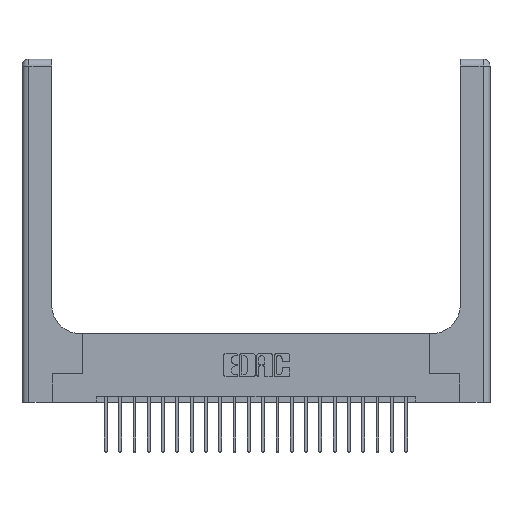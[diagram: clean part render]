
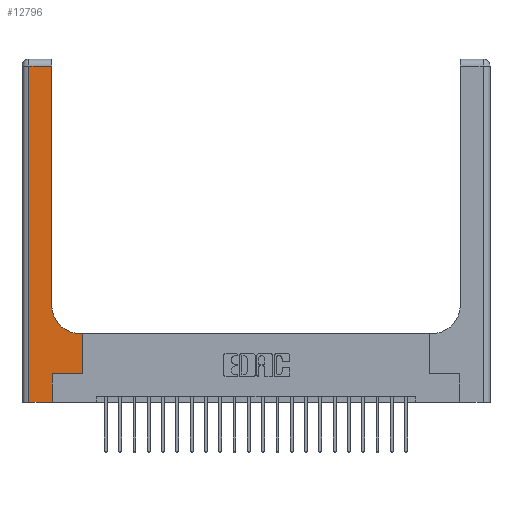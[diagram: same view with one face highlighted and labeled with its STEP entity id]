
A CAD part, top view. The second image highlights one B-rep face of the part: STEP entity #12796.
In plain terms, the highlighted planar face has unit normal (0, 0, 1).
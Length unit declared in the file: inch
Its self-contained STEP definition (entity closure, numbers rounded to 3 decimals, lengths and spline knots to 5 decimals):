
#436 = CARTESIAN_POINT ( 'NONE',  ( 0.528, 0.6, 0.37 ) ) ;
#665 = ORIENTED_EDGE ( 'NONE', *, *, #19886, .T. ) ;
#672 = VECTOR ( 'NONE', #17120, 39.37008 ) ;
#931 = ORIENTED_EDGE ( 'NONE', *, *, #8948, .T. ) ;
#947 = CARTESIAN_POINT ( 'NONE',  ( 0.06, 3., 0.37 ) ) ;
#1183 = LINE ( 'NONE', #3276, #672 ) ;
#1315 = DIRECTION ( 'NONE',  ( 1., 0., 0. ) ) ;
#1412 = CARTESIAN_POINT ( 'NONE',  ( 0.26, 2.94, 0.37 ) ) ;
#2257 = LINE ( 'NONE', #2848, #15666 ) ;
#2727 = CARTESIAN_POINT ( 'NONE',  ( 0., 2.94, 0.37 ) ) ;
#2822 = ORIENTED_EDGE ( 'NONE', *, *, #19443, .T. ) ;
#2848 = CARTESIAN_POINT ( 'NONE',  ( 0.26, 3., 0.37 ) ) ;
#2933 = VERTEX_POINT ( 'NONE', #8546 ) ;
#3228 = CARTESIAN_POINT ( 'NONE',  ( 0., 0., 0.37 ) ) ;
#3276 = CARTESIAN_POINT ( 'NONE',  ( 0.265, 0., 0.37 ) ) ;
#4378 = CARTESIAN_POINT ( 'NONE',  ( 0.265, 0.25, 0.37 ) ) ;
#4663 = VERTEX_POINT ( 'NONE', #7635 ) ;
#4703 = PLANE ( 'NONE',  #9525 ) ;
#4874 = DIRECTION ( 'NONE',  ( 1., 0., 0. ) ) ;
#5007 = ORIENTED_EDGE ( 'NONE', *, *, #13756, .T. ) ;
#5679 = VECTOR ( 'NONE', #21414, 39.37008 ) ;
#6121 = DIRECTION ( 'NONE',  ( -1., 0., 0. ) ) ;
#7221 = EDGE_CURVE ( 'NONE', #21590, #4663, #9112, .T. ) ;
#7635 = CARTESIAN_POINT ( 'NONE',  ( 0.06, 2.94, 0.37 ) ) ;
#7640 = VERTEX_POINT ( 'NONE', #21613 ) ;
#8357 = EDGE_CURVE ( 'NONE', #9528, #12954, #20924, .T. ) ;
#8360 = EDGE_LOOP ( 'NONE', ( #9012, #9140, #13326, #11492, #2822, #5007, #931, #665, #20457 ) ) ;
#8546 = CARTESIAN_POINT ( 'NONE',  ( 0.528, 0.25, 0.37 ) ) ;
#8948 = EDGE_CURVE ( 'NONE', #2933, #13693, #17714, .T. ) ;
#9012 = ORIENTED_EDGE ( 'NONE', *, *, #19797, .T. ) ;
#9112 = LINE ( 'NONE', #2727, #13981 ) ;
#9140 = ORIENTED_EDGE ( 'NONE', *, *, #7221, .T. ) ;
#9156 = LINE ( 'NONE', #947, #5679 ) ;
#9525 = AXIS2_PLACEMENT_3D ( 'NONE', #9758, #21876, #6121 ) ;
#9528 = VERTEX_POINT ( 'NONE', #10955 ) ;
#9741 = AXIS2_PLACEMENT_3D ( 'NONE', #11538, #13456, #1315 ) ;
#9758 = CARTESIAN_POINT ( 'NONE',  ( 0., 3., 0.37 ) ) ;
#9825 = CARTESIAN_POINT ( 'NONE',  ( 0.528, 0.25, 0.37 ) ) ;
#10955 = CARTESIAN_POINT ( 'NONE',  ( 0.06, 0., 0.37 ) ) ;
#11235 = DIRECTION ( 'NONE',  ( 1., 0., 0. ) ) ;
#11492 = ORIENTED_EDGE ( 'NONE', *, *, #8357, .T. ) ;
#11538 = CARTESIAN_POINT ( 'NONE',  ( 0.51, 0.85, 0.37 ) ) ;
#12666 = VERTEX_POINT ( 'NONE', #21486 ) ;
#12694 = EDGE_CURVE ( 'NONE', #4663, #9528, #9156, .T. ) ;
#12745 = CIRCLE ( 'NONE', #9741, 0.25 ) ;
#12796 = ADVANCED_FACE ( 'NONE', ( #14026 ), #4703, .F. ) ;
#12954 = VERTEX_POINT ( 'NONE', #22082 ) ;
#13326 = ORIENTED_EDGE ( 'NONE', *, *, #12694, .T. ) ;
#13456 = DIRECTION ( 'NONE',  ( 0., 0., -1. ) ) ;
#13693 = VERTEX_POINT ( 'NONE', #436 ) ;
#13756 = EDGE_CURVE ( 'NONE', #19840, #2933, #20439, .T. ) ;
#13981 = VECTOR ( 'NONE', #16388, 39.37008 ) ;
#14026 = FACE_OUTER_BOUND ( 'NONE', #8360, .T. ) ;
#14174 = CARTESIAN_POINT ( 'NONE',  ( 0.26, 0.6, 0.37 ) ) ;
#14563 = VECTOR ( 'NONE', #11235, 39.37008 ) ;
#14840 = DIRECTION ( 'NONE',  ( 0., 1., 0. ) ) ;
#15666 = VECTOR ( 'NONE', #14840, 39.37008 ) ;
#16388 = DIRECTION ( 'NONE',  ( -1., 0., 0. ) ) ;
#17000 = LINE ( 'NONE', #14174, #22111 ) ;
#17120 = DIRECTION ( 'NONE',  ( 0., 1., 0. ) ) ;
#17714 = LINE ( 'NONE', #9825, #20906 ) ;
#18251 = VECTOR ( 'NONE', #4874, 39.37008 ) ;
#19269 = DIRECTION ( 'NONE',  ( -1., 0., 0. ) ) ;
#19443 = EDGE_CURVE ( 'NONE', #12954, #19840, #1183, .T. ) ;
#19797 = EDGE_CURVE ( 'NONE', #12666, #21590, #2257, .T. ) ;
#19840 = VERTEX_POINT ( 'NONE', #4378 ) ;
#19886 = EDGE_CURVE ( 'NONE', #13693, #7640, #17000, .T. ) ;
#20439 = LINE ( 'NONE', #21540, #14563 ) ;
#20457 = ORIENTED_EDGE ( 'NONE', *, *, #20682, .T. ) ;
#20682 = EDGE_CURVE ( 'NONE', #7640, #12666, #12745, .T. ) ;
#20906 = VECTOR ( 'NONE', #21869, 39.37008 ) ;
#20924 = LINE ( 'NONE', #3228, #18251 ) ;
#21414 = DIRECTION ( 'NONE',  ( 0., -1., 0. ) ) ;
#21486 = CARTESIAN_POINT ( 'NONE',  ( 0.26, 0.85, 0.37 ) ) ;
#21540 = CARTESIAN_POINT ( 'NONE',  ( 0.265, 0.25, 0.37 ) ) ;
#21590 = VERTEX_POINT ( 'NONE', #1412 ) ;
#21613 = CARTESIAN_POINT ( 'NONE',  ( 0.51, 0.6, 0.37 ) ) ;
#21869 = DIRECTION ( 'NONE',  ( 0., 1., 0. ) ) ;
#21876 = DIRECTION ( 'NONE',  ( 0., 0., -1. ) ) ;
#22082 = CARTESIAN_POINT ( 'NONE',  ( 0.265, 0., 0.37 ) ) ;
#22111 = VECTOR ( 'NONE', #19269, 39.37008 ) ;
